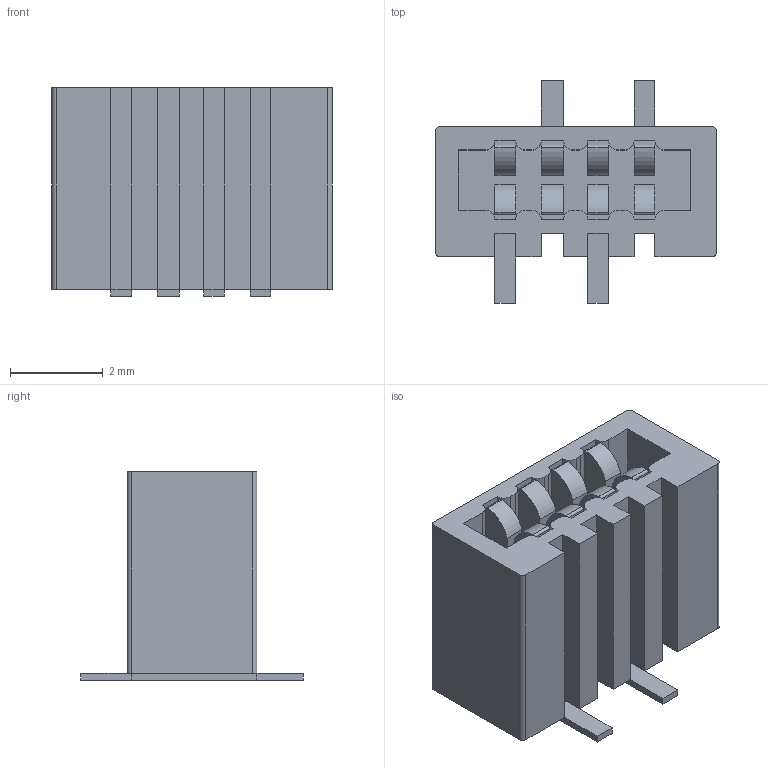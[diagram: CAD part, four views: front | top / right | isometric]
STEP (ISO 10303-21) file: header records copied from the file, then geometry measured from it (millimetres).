
FILE_DESCRIPTION(/* description */ (''),/* implementation_level */ '2;1');
FILE_NAME(/* name */ 'DS1020-05-04BT1.step',/* time_stamp */ '2022-06-20T10:23:52+03:00',/* author */ (''),/* organization */ (''),/* preprocessor_version */ 'ST-DEVELOPER v19',/* originating_system */ 'Autodesk Translation Framework v11.7.0.108',/* authorisation */ '');
FILE_SCHEMA (('AUTOMOTIVE_DESIGN { 1 0 10303 214 3 1 1 }'));
Length unit declared in the file: millimetre
Products named in the file (1): DS1020-05-04BT1
Bounding box: 6.05 x 4.8 x 4.5 mm (x, y, z)
Volume: 51.3 mm3; surface area: 272.8 mm2
Topology: 5 solids, 5 shells, 145 faces, 402 edges, 268 vertices
Faces by surface type: plane 109, cylinder 36
Entity records: 4651 total; most frequent: CARTESIAN_POINT 816, ORIENTED_EDGE 804, DIRECTION 766, EDGE_CURVE 402, LINE 330, VECTOR 330, VERTEX_POINT 268, AXIS2_PLACEMENT_3D 218
